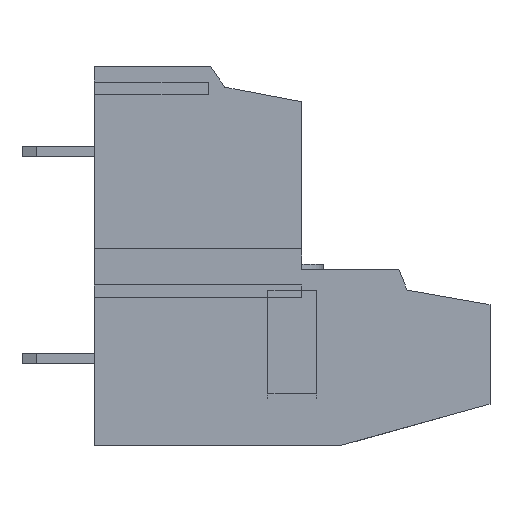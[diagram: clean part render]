
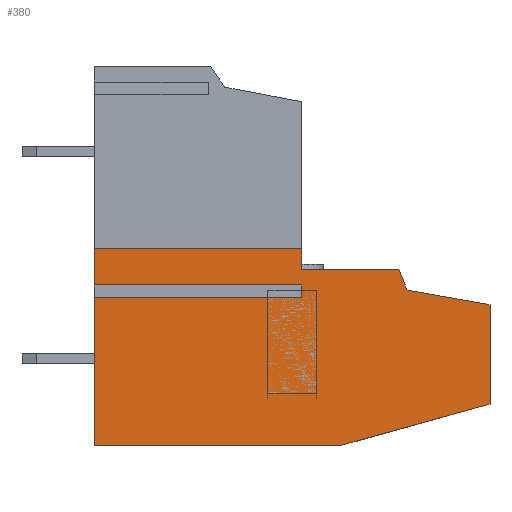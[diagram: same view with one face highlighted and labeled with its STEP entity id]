
A CAD part, front view. The second image highlights one B-rep face of the part: STEP entity #380.
In plain terms, the highlighted planar face has unit normal (0, -1, 0).
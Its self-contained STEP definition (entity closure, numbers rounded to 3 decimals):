
#380 = ADVANCED_FACE( '', ( #1016 ), #1017, .T. );
#1016 = FACE_OUTER_BOUND( '', #1948, .T. );
#1017 = PLANE( '', #1949 );
#1948 = EDGE_LOOP( '', ( #3012, #3013, #3014, #3015, #3016, #3017, #3018, #3019, #3020, #3021, #3022, #3023, #3024 ) );
#1949 = AXIS2_PLACEMENT_3D( '', #3025, #3026, #3027 );
#3012 = ORIENTED_EDGE( '', *, *, #5597, .F. );
#3013 = ORIENTED_EDGE( '', *, *, #5598, .T. );
#3014 = ORIENTED_EDGE( '', *, *, #5599, .T. );
#3015 = ORIENTED_EDGE( '', *, *, #5600, .F. );
#3016 = ORIENTED_EDGE( '', *, *, #5601, .F. );
#3017 = ORIENTED_EDGE( '', *, *, #5602, .F. );
#3018 = ORIENTED_EDGE( '', *, *, #5603, .F. );
#3019 = ORIENTED_EDGE( '', *, *, #5604, .T. );
#3020 = ORIENTED_EDGE( '', *, *, #5605, .F. );
#3021 = ORIENTED_EDGE( '', *, *, #5606, .F. );
#3022 = ORIENTED_EDGE( '', *, *, #5607, .F. );
#3023 = ORIENTED_EDGE( '', *, *, #5608, .F. );
#3024 = ORIENTED_EDGE( '', *, *, #5609, .T. );
#3025 = CARTESIAN_POINT( '', ( 9.55, -5., -4.75 ) );
#3026 = DIRECTION( '', ( 0., -1., 0. ) );
#3027 = DIRECTION( '', ( 0., 0., -1. ) );
#5597 = EDGE_CURVE( '', #6750, #6751, #6752, .T. );
#5598 = EDGE_CURVE( '', #6750, #6753, #6754, .T. );
#5599 = EDGE_CURVE( '', #6753, #6755, #6756, .T. );
#5600 = EDGE_CURVE( '', #6757, #6755, #6758, .T. );
#5601 = EDGE_CURVE( '', #6759, #6757, #6760, .T. );
#5602 = EDGE_CURVE( '', #6761, #6759, #6762, .T. );
#5603 = EDGE_CURVE( '', #6763, #6761, #6764, .T. );
#5604 = EDGE_CURVE( '', #6763, #6765, #6766, .T. );
#5605 = EDGE_CURVE( '', #6767, #6765, #6768, .T. );
#5606 = EDGE_CURVE( '', #6769, #6767, #6770, .T. );
#5607 = EDGE_CURVE( '', #6771, #6769, #6772, .T. );
#5608 = EDGE_CURVE( '', #6773, #6771, #6774, .T. );
#5609 = EDGE_CURVE( '', #6773, #6751, #6775, .T. );
#6750 = VERTEX_POINT( '', #8403 );
#6751 = VERTEX_POINT( '', #8404 );
#6752 = LINE( '', #8405, #8406 );
#6753 = VERTEX_POINT( '', #8407 );
#6754 = LINE( '', #8408, #8409 );
#6755 = VERTEX_POINT( '', #8410 );
#6756 = LINE( '', #8411, #8412 );
#6757 = VERTEX_POINT( '', #8413 );
#6758 = LINE( '', #8414, #8415 );
#6759 = VERTEX_POINT( '', #8416 );
#6760 = LINE( '', #8417, #8418 );
#6761 = VERTEX_POINT( '', #8419 );
#6762 = LINE( '', #8420, #8421 );
#6763 = VERTEX_POINT( '', #8422 );
#6764 = LINE( '', #8423, #8424 );
#6765 = VERTEX_POINT( '', #8425 );
#6766 = LINE( '', #8426, #8427 );
#6767 = VERTEX_POINT( '', #8428 );
#6768 = LINE( '', #8429, #8430 );
#6769 = VERTEX_POINT( '', #8431 );
#6770 = LINE( '', #8432, #8433 );
#6771 = VERTEX_POINT( '', #8434 );
#6772 = LINE( '', #8435, #8436 );
#6773 = VERTEX_POINT( '', #8437 );
#6774 = LINE( '', #8438, #8439 );
#6775 = LINE( '', #8440, #8441 );
#8403 = CARTESIAN_POINT( '', ( -9.55, -5., 3. ) );
#8404 = CARTESIAN_POINT( '', ( -9.55, -5., 4.75 ) );
#8405 = CARTESIAN_POINT( '', ( -9.55, -5., -4.75 ) );
#8406 = VECTOR( '', #10413, 1000. );
#8407 = CARTESIAN_POINT( '', ( 0.45, -5., 3. ) );
#8408 = CARTESIAN_POINT( '', ( -38.807, -5., 3. ) );
#8409 = VECTOR( '', #10414, 1000. );
#8410 = CARTESIAN_POINT( '', ( 0.45, -5., 2.4 ) );
#8411 = CARTESIAN_POINT( '', ( 0.45, -5., 2.4 ) );
#8412 = VECTOR( '', #10415, 1000. );
#8413 = CARTESIAN_POINT( '', ( -9.55, -5., 2.4 ) );
#8414 = CARTESIAN_POINT( '', ( -38.807, -5., 2.4 ) );
#8415 = VECTOR( '', #10416, 1000. );
#8416 = CARTESIAN_POINT( '', ( -9.55, -5., -4.75 ) );
#8417 = CARTESIAN_POINT( '', ( -9.55, -5., -4.75 ) );
#8418 = VECTOR( '', #10417, 1000. );
#8419 = CARTESIAN_POINT( '', ( 2.35, -5., -4.75 ) );
#8420 = CARTESIAN_POINT( '', ( 9.55, -5., -4.75 ) );
#8421 = VECTOR( '', #10418, 1000. );
#8422 = CARTESIAN_POINT( '', ( 9.55, -5., -2.75 ) );
#8423 = CARTESIAN_POINT( '', ( 9.034, -5., -2.893 ) );
#8424 = VECTOR( '', #10419, 1000. );
#8425 = CARTESIAN_POINT( '', ( 9.55, -5., 2.05 ) );
#8426 = CARTESIAN_POINT( '', ( 9.55, -5., -4.75 ) );
#8427 = VECTOR( '', #10420, 1000. );
#8428 = CARTESIAN_POINT( '', ( 5.55, -5., 2.75 ) );
#8429 = CARTESIAN_POINT( '', ( 10.705, -5., 1.848 ) );
#8430 = VECTOR( '', #10421, 1000. );
#8431 = CARTESIAN_POINT( '', ( 5.15, -5., 3.75 ) );
#8432 = CARTESIAN_POINT( '', ( 8.688, -5., -5.095 ) );
#8433 = VECTOR( '', #10422, 1000. );
#8434 = CARTESIAN_POINT( '', ( 0.45, -5., 3.75 ) );
#8435 = CARTESIAN_POINT( '', ( 9.55, -5., 3.75 ) );
#8436 = VECTOR( '', #10423, 1000. );
#8437 = CARTESIAN_POINT( '', ( 0.45, -5., 4.75 ) );
#8438 = CARTESIAN_POINT( '', ( 0.45, -5., -4.75 ) );
#8439 = VECTOR( '', #10424, 1000. );
#8440 = CARTESIAN_POINT( '', ( 9.55, -5., 4.75 ) );
#8441 = VECTOR( '', #10425, 1000. );
#10413 = DIRECTION( '', ( 0., 0., 1. ) );
#10414 = DIRECTION( '', ( 1., 0., 0. ) );
#10415 = DIRECTION( '', ( 0., 0., -1. ) );
#10416 = DIRECTION( '', ( 1., 0., 0. ) );
#10417 = DIRECTION( '', ( 0., 0., 1. ) );
#10418 = DIRECTION( '', ( -1., 0., 0. ) );
#10419 = DIRECTION( '', ( -0.964, 0., -0.268 ) );
#10420 = DIRECTION( '', ( 0., 0., 1. ) );
#10421 = DIRECTION( '', ( 0.985, 0., -0.172 ) );
#10422 = DIRECTION( '', ( 0.371, 0., -0.928 ) );
#10423 = DIRECTION( '', ( 1., 0., 0. ) );
#10424 = DIRECTION( '', ( 0., 0., -1. ) );
#10425 = DIRECTION( '', ( -1., 0., 0. ) );
